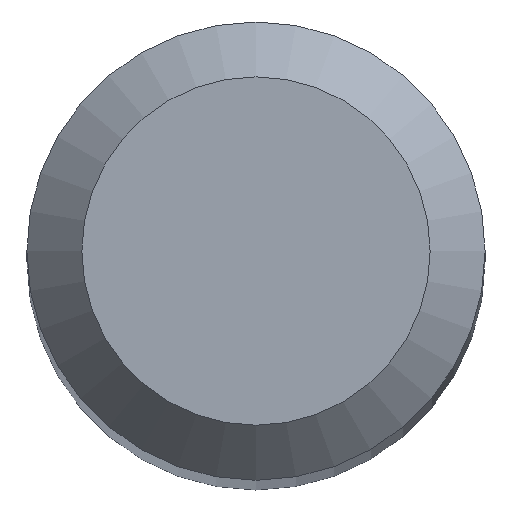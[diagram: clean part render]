
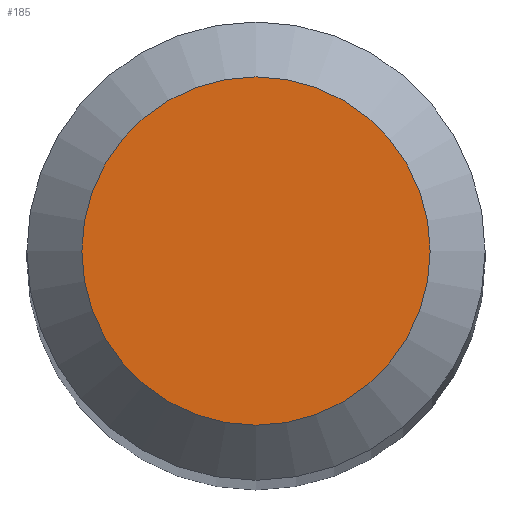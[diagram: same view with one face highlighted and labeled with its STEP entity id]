
A CAD part, top view. The second image highlights one B-rep face of the part: STEP entity #185.
In plain terms, the highlighted planar face has unit normal (0, 0, 1).
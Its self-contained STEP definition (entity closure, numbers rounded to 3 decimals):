
#23 = PLANE ( 'NONE',  #74 ) ;
#44 = CARTESIAN_POINT ( 'NONE',  ( 0., 0., 43. ) ) ;
#59 = FACE_OUTER_BOUND ( 'NONE', #132, .T. ) ;
#62 = DIRECTION ( 'NONE',  ( 0., 1., 0. ) ) ;
#64 = DIRECTION ( 'NONE',  ( 0., 1., 0. ) ) ;
#74 = AXIS2_PLACEMENT_3D ( 'NONE', #90, #203, #62 ) ;
#85 = VERTEX_POINT ( 'NONE', #197 ) ;
#90 = CARTESIAN_POINT ( 'NONE',  ( 0., 0., 43. ) ) ;
#114 = AXIS2_PLACEMENT_3D ( 'NONE', #44, #144, #64 ) ;
#132 = EDGE_LOOP ( 'NONE', ( #182 ) ) ;
#133 = EDGE_CURVE ( 'NONE', #85, #85, #167, .T. ) ;
#144 = DIRECTION ( 'NONE',  ( 0., 0., -1. ) ) ;
#167 = CIRCLE ( 'NONE', #114, 0.95 ) ;
#182 = ORIENTED_EDGE ( 'NONE', *, *, #133, .F. ) ;
#185 = ADVANCED_FACE ( 'NONE', ( #59 ), #23, .F. ) ;
#197 = CARTESIAN_POINT ( 'NONE',  ( 0., 0.95, 43. ) ) ;
#203 = DIRECTION ( 'NONE',  ( 0., 0., -1. ) ) ;
